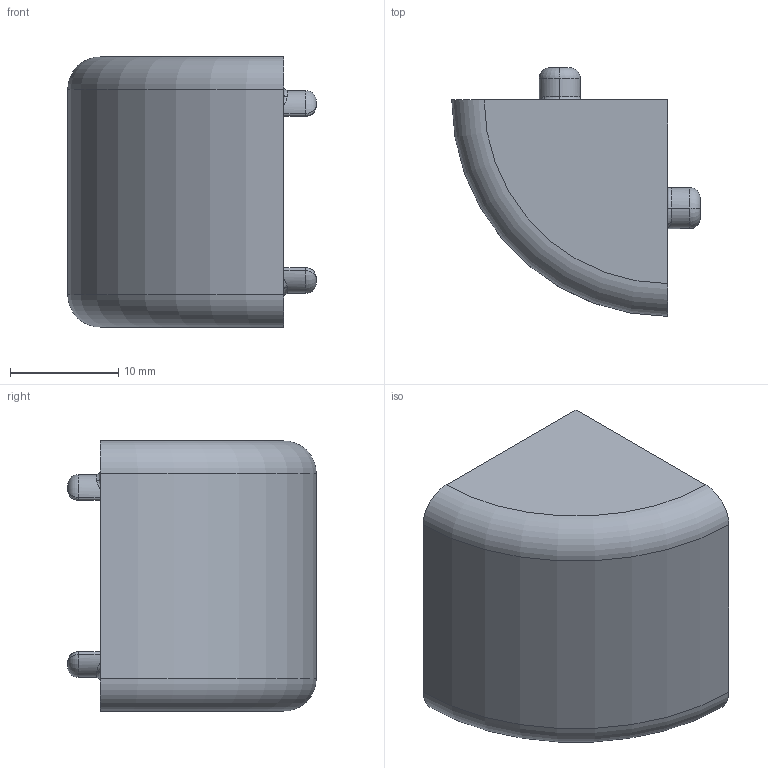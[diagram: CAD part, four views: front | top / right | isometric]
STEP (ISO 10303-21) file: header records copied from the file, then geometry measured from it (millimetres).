
FILE_DESCRIPTION(('STEP AP214'),'1');
FILE_NAME('fath_093320.stp','2017-09-07T14:43:34',('TraceParts'),('TraceParts S.A.'),'Spatial InterOp 3D',' ',' ');
FILE_SCHEMA(('automotive_design'));
Length unit declared in the file: millimetre
Products named in the file (1): fath_093320
Bounding box: 23 x 23 x 25 mm (x, y, z)
Volume: 5013.4 mm3; surface area: 3582.2 mm2
Topology: 1 solids, 1 shells, 162 faces, 400 edges, 224 vertices
Faces by surface type: cylinder 69, plane 34, torus 30, bspline 21, cone 4, sphere 4
Entity records: 5562 total; most frequent: CARTESIAN_POINT 1944, ORIENTED_EDGE 764, DIRECTION 762, EDGE_CURVE 382, AXIS2_PLACEMENT_3D 304, VERTEX_POINT 224, EDGE_LOOP 166, ADVANCED_FACE 162
